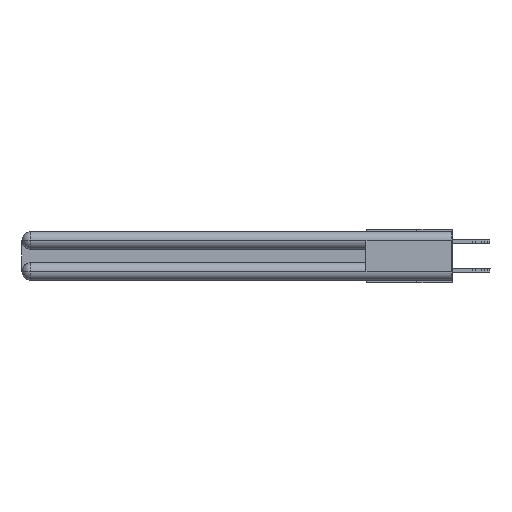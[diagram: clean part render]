
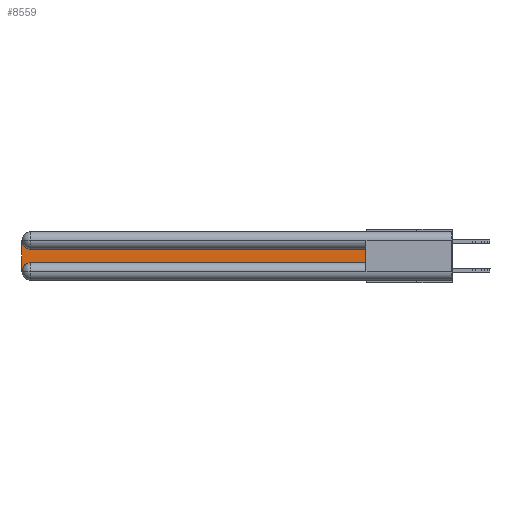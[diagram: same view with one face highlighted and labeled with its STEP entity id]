
A CAD part, left-side view. The second image highlights one B-rep face of the part: STEP entity #8559.
In plain terms, the highlighted planar face has unit normal (-1, 0, 0).
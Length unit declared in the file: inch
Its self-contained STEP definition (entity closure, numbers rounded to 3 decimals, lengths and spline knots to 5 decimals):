
#1511 = DIRECTION ( 'NONE',  ( 1., 0., 0. ) ) ;
#1844 = LINE ( 'NONE', #10463, #29110 ) ;
#2398 = ORIENTED_EDGE ( 'NONE', *, *, #17407, .T. ) ;
#2455 = DIRECTION ( 'NONE',  ( 0., 0., -1. ) ) ;
#3329 = VERTEX_POINT ( 'NONE', #4277 ) ;
#3510 = ORIENTED_EDGE ( 'NONE', *, *, #13124, .T. ) ;
#4277 = CARTESIAN_POINT ( 'NONE',  ( 0.075, 0.6, -0.2175 ) ) ;
#4515 = LINE ( 'NONE', #30248, #6503 ) ;
#4918 = DIRECTION ( 'NONE',  ( 1., 0., 0. ) ) ;
#5140 = CARTESIAN_POINT ( 'NONE',  ( 0.075, 2.94, -0.2775 ) ) ;
#5266 = VERTEX_POINT ( 'NONE', #28298 ) ;
#5807 = CARTESIAN_POINT ( 'NONE',  ( 0.075, 0.6, -0.1225 ) ) ;
#6263 = ORIENTED_EDGE ( 'NONE', *, *, #14243, .T. ) ;
#6503 = VECTOR ( 'NONE', #2455, 39.37008 ) ;
#6555 = DIRECTION ( 'NONE',  ( 0., 0., -1. ) ) ;
#6627 = EDGE_CURVE ( 'NONE', #23328, #19728, #8721, .T. ) ;
#6637 = VECTOR ( 'NONE', #22686, 39.37008 ) ;
#7434 = ORIENTED_EDGE ( 'NONE', *, *, #8060, .T. ) ;
#7487 = AXIS2_PLACEMENT_3D ( 'NONE', #17933, #15240, #9825 ) ;
#7622 = CARTESIAN_POINT ( 'NONE',  ( 0.075, 2.94, -0.1225 ) ) ;
#8060 = EDGE_CURVE ( 'NONE', #3329, #26517, #23126, .T. ) ;
#8559 = ADVANCED_FACE ( 'NONE', ( #19927 ), #15457, .F. ) ;
#8721 = CIRCLE ( 'NONE', #9612, 0.06 ) ;
#8845 = ORIENTED_EDGE ( 'NONE', *, *, #15206, .T. ) ;
#9612 = AXIS2_PLACEMENT_3D ( 'NONE', #5140, #4918, #25454 ) ;
#9825 = DIRECTION ( 'NONE',  ( 0., 0., -1. ) ) ;
#10463 = CARTESIAN_POINT ( 'NONE',  ( 0.075, 0.6, -0.2175 ) ) ;
#11741 = CARTESIAN_POINT ( 'NONE',  ( 0.075, 0.6, -0.1225 ) ) ;
#13124 = EDGE_CURVE ( 'NONE', #5266, #23328, #4515, .T. ) ;
#14243 = EDGE_CURVE ( 'NONE', #26517, #17935, #21735, .T. ) ;
#14575 = CARTESIAN_POINT ( 'NONE',  ( 0.075, 2.94, -0.0625 ) ) ;
#15206 = EDGE_CURVE ( 'NONE', #17935, #5266, #20069, .T. ) ;
#15240 = DIRECTION ( 'NONE',  ( 1., 0., 0. ) ) ;
#15457 = PLANE ( 'NONE',  #7487 ) ;
#16528 = VECTOR ( 'NONE', #32094, 39.37008 ) ;
#17407 = EDGE_CURVE ( 'NONE', #19728, #3329, #1844, .T. ) ;
#17657 = CARTESIAN_POINT ( 'NONE',  ( 0.075, 3., -0.2775 ) ) ;
#17933 = CARTESIAN_POINT ( 'NONE',  ( 0.075, 3., -0.1225 ) ) ;
#17935 = VERTEX_POINT ( 'NONE', #7622 ) ;
#19535 = CARTESIAN_POINT ( 'NONE',  ( 0.075, 2.94, -0.2175 ) ) ;
#19728 = VERTEX_POINT ( 'NONE', #19535 ) ;
#19927 = FACE_OUTER_BOUND ( 'NONE', #21228, .T. ) ;
#20069 = CIRCLE ( 'NONE', #20362, 0.06 ) ;
#20362 = AXIS2_PLACEMENT_3D ( 'NONE', #14575, #1511, #6555 ) ;
#20581 = DIRECTION ( 'NONE',  ( 0., -1., 0. ) ) ;
#21228 = EDGE_LOOP ( 'NONE', ( #6263, #8845, #3510, #28399, #2398, #7434 ) ) ;
#21735 = LINE ( 'NONE', #5807, #16528 ) ;
#22686 = DIRECTION ( 'NONE',  ( 0., 0., 1. ) ) ;
#22906 = CARTESIAN_POINT ( 'NONE',  ( 0.075, 0.6, -0.2175 ) ) ;
#23126 = LINE ( 'NONE', #22906, #6637 ) ;
#23328 = VERTEX_POINT ( 'NONE', #17657 ) ;
#25454 = DIRECTION ( 'NONE',  ( 0., 0., -1. ) ) ;
#26517 = VERTEX_POINT ( 'NONE', #11741 ) ;
#28298 = CARTESIAN_POINT ( 'NONE',  ( 0.075, 3., -0.0625 ) ) ;
#28399 = ORIENTED_EDGE ( 'NONE', *, *, #6627, .T. ) ;
#29110 = VECTOR ( 'NONE', #20581, 39.37008 ) ;
#30248 = CARTESIAN_POINT ( 'NONE',  ( 0.075, 3., -0.2175 ) ) ;
#32094 = DIRECTION ( 'NONE',  ( 0., 1., 0. ) ) ;
